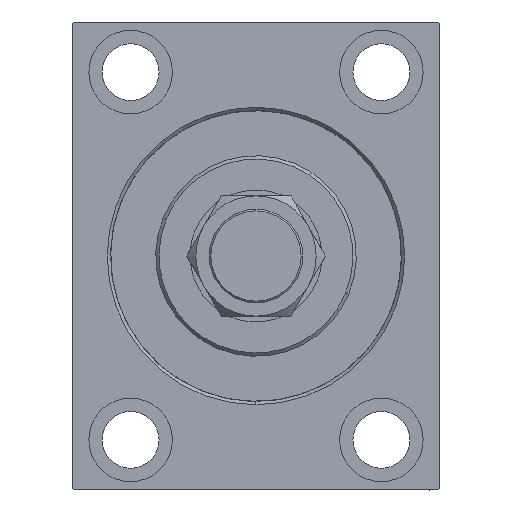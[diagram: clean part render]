
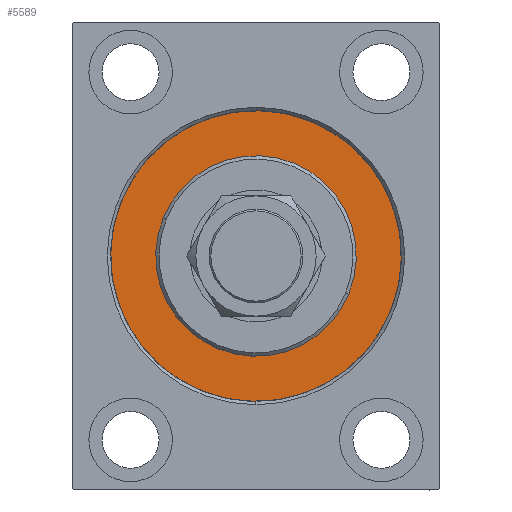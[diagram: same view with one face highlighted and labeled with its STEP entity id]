
A CAD part, left-side view. The second image highlights one B-rep face of the part: STEP entity #5589.
In plain terms, the highlighted face is planar.
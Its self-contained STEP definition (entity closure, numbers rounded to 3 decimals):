
#1311 = CIRCLE ( 'NONE', #5753, 43.5 ) ;
#1332 = CARTESIAN_POINT ( 'NONE',  ( 0., 0., 0. ) ) ;
#1562 = DIRECTION ( 'NONE',  ( -1., 0., 0. ) ) ;
#2215 = CARTESIAN_POINT ( 'NONE',  ( 0., 0., 0. ) ) ;
#3690 = CIRCLE ( 'NONE', #17140, 30. ) ;
#5370 = VERTEX_POINT ( 'NONE', #21000 ) ;
#5589 = ADVANCED_FACE ( 'NONE', ( #6558, #20139 ), #45124, .F. ) ;
#5753 = AXIS2_PLACEMENT_3D ( 'NONE', #1332, #1562, #43619 ) ;
#6211 = VERTEX_POINT ( 'NONE', #21836 ) ;
#6558 = FACE_BOUND ( 'NONE', #25158, .T. ) ;
#6890 = AXIS2_PLACEMENT_3D ( 'NONE', #42073, #14037, #17551 ) ;
#12301 = DIRECTION ( 'NONE',  ( 0., 0., -1. ) ) ;
#14037 = DIRECTION ( 'NONE',  ( -1., 0., 0. ) ) ;
#14418 = AXIS2_PLACEMENT_3D ( 'NONE', #33566, #44303, #12301 ) ;
#16698 = DIRECTION ( 'NONE',  ( 1., 0., 0. ) ) ;
#17140 = AXIS2_PLACEMENT_3D ( 'NONE', #2215, #16698, #37966 ) ;
#17551 = DIRECTION ( 'NONE',  ( 0., 0., 1. ) ) ;
#20139 = FACE_OUTER_BOUND ( 'NONE', #32177, .T. ) ;
#21000 = CARTESIAN_POINT ( 'NONE',  ( 0., 0., -30. ) ) ;
#21164 = CIRCLE ( 'NONE', #14418, 30. ) ;
#21836 = CARTESIAN_POINT ( 'NONE',  ( 0., 0., 30. ) ) ;
#22307 = AXIS2_PLACEMENT_3D ( 'NONE', #37418, #30630, #37200 ) ;
#24027 = CARTESIAN_POINT ( 'NONE',  ( 0., 0., -43.5 ) ) ;
#25158 = EDGE_LOOP ( 'NONE', ( #45245, #43888 ) ) ;
#25310 = CIRCLE ( 'NONE', #22307, 43.5 ) ;
#25911 = EDGE_CURVE ( 'NONE', #26566, #38818, #1311, .T. ) ;
#26566 = VERTEX_POINT ( 'NONE', #44878 ) ;
#27743 = ORIENTED_EDGE ( 'NONE', *, *, #29519, .F. ) ;
#27983 = ORIENTED_EDGE ( 'NONE', *, *, #25911, .F. ) ;
#29519 = EDGE_CURVE ( 'NONE', #38818, #26566, #25310, .T. ) ;
#30630 = DIRECTION ( 'NONE',  ( -1., 0., 0. ) ) ;
#31571 = EDGE_CURVE ( 'NONE', #5370, #6211, #3690, .T. ) ;
#32177 = EDGE_LOOP ( 'NONE', ( #27743, #27983 ) ) ;
#33566 = CARTESIAN_POINT ( 'NONE',  ( 0., 0., 0. ) ) ;
#37200 = DIRECTION ( 'NONE',  ( 0., 0., 1. ) ) ;
#37418 = CARTESIAN_POINT ( 'NONE',  ( 0., 0., 0. ) ) ;
#37966 = DIRECTION ( 'NONE',  ( 0., 0., -1. ) ) ;
#38818 = VERTEX_POINT ( 'NONE', #24027 ) ;
#42073 = CARTESIAN_POINT ( 'NONE',  ( 0., 0., 0. ) ) ;
#42614 = EDGE_CURVE ( 'NONE', #6211, #5370, #21164, .T. ) ;
#43619 = DIRECTION ( 'NONE',  ( 0., 0., 1. ) ) ;
#43888 = ORIENTED_EDGE ( 'NONE', *, *, #31571, .F. ) ;
#44303 = DIRECTION ( 'NONE',  ( 1., 0., 0. ) ) ;
#44878 = CARTESIAN_POINT ( 'NONE',  ( 0., 0., 43.5 ) ) ;
#45124 = PLANE ( 'NONE',  #6890 ) ;
#45245 = ORIENTED_EDGE ( 'NONE', *, *, #42614, .F. ) ;
